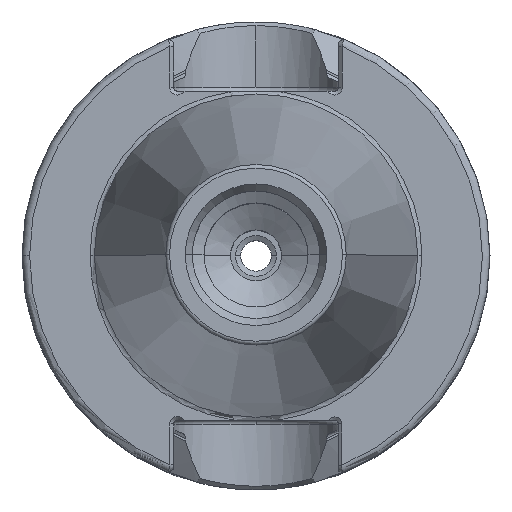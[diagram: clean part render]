
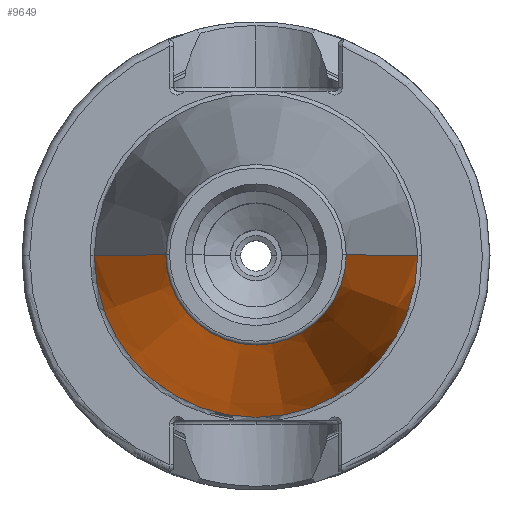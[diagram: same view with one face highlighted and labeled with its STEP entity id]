
A CAD part, top view. The second image highlights one B-rep face of the part: STEP entity #9649.
In plain terms, the highlighted conical face has half-angle 8.298 degrees and reference radius 8.816 mm.
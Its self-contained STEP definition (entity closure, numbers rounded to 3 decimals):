
#585 = DIRECTION ( 'NONE',  ( 0.144, 0., -0.99 ) ) ;
#716 = DIRECTION ( 'NONE',  ( 0., 0., -1. ) ) ;
#830 = EDGE_CURVE ( 'NONE', #11172, #15651, #18196, .T. ) ;
#2024 = VERTEX_POINT ( 'NONE', #6307 ) ;
#2208 = LINE ( 'NONE', #9186, #14033 ) ;
#4360 = ORIENTED_EDGE ( 'NONE', *, *, #830, .T. ) ;
#4910 = DIRECTION ( 'NONE',  ( 0., 0., -1. ) ) ;
#4963 = CARTESIAN_POINT ( 'NONE',  ( -8.816, 0., 48.4 ) ) ;
#6190 = CARTESIAN_POINT ( 'NONE',  ( 8.863, 0., 48.079 ) ) ;
#6307 = CARTESIAN_POINT ( 'NONE',  ( 15.875, 0., 0. ) ) ;
#6336 = ORIENTED_EDGE ( 'NONE', *, *, #6625, .F. ) ;
#6625 = EDGE_CURVE ( 'NONE', #2024, #15651, #15021, .T. ) ;
#8923 = CARTESIAN_POINT ( 'NONE',  ( -15.875, 0., 0. ) ) ;
#9166 = ORIENTED_EDGE ( 'NONE', *, *, #9850, .F. ) ;
#9186 = CARTESIAN_POINT ( 'NONE',  ( 8.816, 0., 48.4 ) ) ;
#9649 = ADVANCED_FACE ( 'NONE', ( #16219 ), #18371, .T. ) ;
#9850 = EDGE_CURVE ( 'NONE', #11189, #2024, #2208, .T. ) ;
#9907 = CARTESIAN_POINT ( 'NONE',  ( 0., 0., 0. ) ) ;
#10339 = CARTESIAN_POINT ( 'NONE',  ( 0., 0., 48.4 ) ) ;
#11172 = VERTEX_POINT ( 'NONE', #13811 ) ;
#11189 = VERTEX_POINT ( 'NONE', #6190 ) ;
#11478 = DIRECTION ( 'NONE',  ( -1., 0., 0. ) ) ;
#12669 = ORIENTED_EDGE ( 'NONE', *, *, #14285, .T. ) ;
#12819 = AXIS2_PLACEMENT_3D ( 'NONE', #14158, #4910, #15708 ) ;
#12861 = EDGE_LOOP ( 'NONE', ( #9166, #12669, #4360, #6336 ) ) ;
#13580 = AXIS2_PLACEMENT_3D ( 'NONE', #10339, #17990, #18122 ) ;
#13601 = VECTOR ( 'NONE', #18851, 1000. ) ;
#13811 = CARTESIAN_POINT ( 'NONE',  ( -8.863, 0., 48.079 ) ) ;
#14033 = VECTOR ( 'NONE', #585, 1000. ) ;
#14158 = CARTESIAN_POINT ( 'NONE',  ( 0., 0., 48.079 ) ) ;
#14285 = EDGE_CURVE ( 'NONE', #11189, #11172, #16088, .T. ) ;
#15021 = CIRCLE ( 'NONE', #19309, 15.875 ) ;
#15651 = VERTEX_POINT ( 'NONE', #8923 ) ;
#15708 = DIRECTION ( 'NONE',  ( 1., 0., 0. ) ) ;
#16088 = CIRCLE ( 'NONE', #12819, 8.863 ) ;
#16219 = FACE_OUTER_BOUND ( 'NONE', #12861, .T. ) ;
#17990 = DIRECTION ( 'NONE',  ( 0., 0., -1. ) ) ;
#18122 = DIRECTION ( 'NONE',  ( -1., 0., 0. ) ) ;
#18196 = LINE ( 'NONE', #4963, #13601 ) ;
#18371 = CONICAL_SURFACE ( 'NONE', #13580, 8.816, 0.145 ) ;
#18851 = DIRECTION ( 'NONE',  ( -0.144, 0., -0.99 ) ) ;
#19309 = AXIS2_PLACEMENT_3D ( 'NONE', #9907, #716, #11478 ) ;
